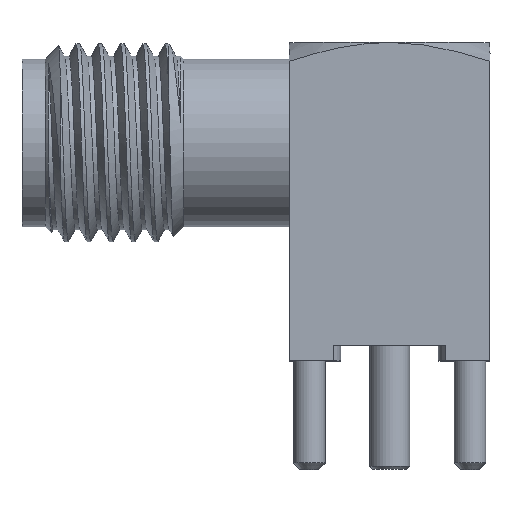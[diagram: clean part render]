
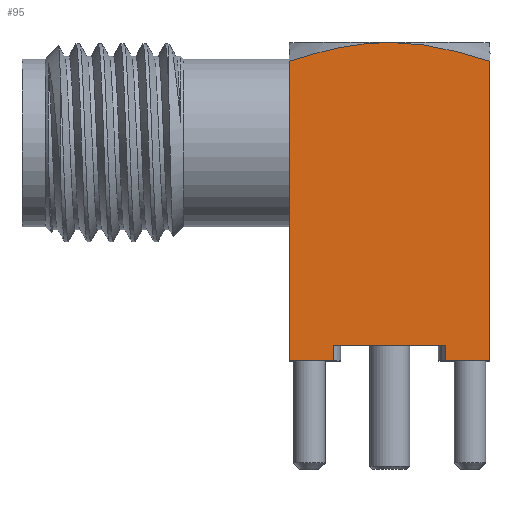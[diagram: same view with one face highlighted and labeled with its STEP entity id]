
A CAD part, top view. The second image highlights one B-rep face of the part: STEP entity #95.
In plain terms, the highlighted planar face has unit normal (0, 0, 1).
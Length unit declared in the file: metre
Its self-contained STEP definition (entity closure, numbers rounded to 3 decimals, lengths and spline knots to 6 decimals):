
#95 = ADVANCED_FACE( '', ( #245 ), #246, .T. );
#245 = FACE_OUTER_BOUND( '', #1011, .T. );
#246 = PLANE( '', #1012 );
#1011 = EDGE_LOOP( '', ( #2031, #2032, #2033, #2034, #2035, #2036, #2037, #2038, #2039 ) );
#1012 = AXIS2_PLACEMENT_3D( '', #2040, #2041, #2042 );
#2031 = ORIENTED_EDGE( '', *, *, #2366, .F. );
#2032 = ORIENTED_EDGE( '', *, *, #2224, .T. );
#2033 = ORIENTED_EDGE( '', *, *, #2367, .T. );
#2034 = ORIENTED_EDGE( '', *, *, #2349, .F. );
#2035 = ORIENTED_EDGE( '', *, *, #2310, .T. );
#2036 = ORIENTED_EDGE( '', *, *, #2308, .F. );
#2037 = ORIENTED_EDGE( '', *, *, #2320, .T. );
#2038 = ORIENTED_EDGE( '', *, *, #2333, .F. );
#2039 = ORIENTED_EDGE( '', *, *, #2214, .F. );
#2040 = CARTESIAN_POINT( '', ( -0.003048, 0., 0.003175 ) );
#2041 = DIRECTION( '', ( 0., 0., 1. ) );
#2042 = DIRECTION( '', ( 1., 0., 0. ) );
#2214 = EDGE_CURVE( '', #2391, #2392, #2393, .T. );
#2224 = EDGE_CURVE( '', #2412, #2410, #2413, .T. );
#2308 = EDGE_CURVE( '', #2574, #2570, #2576, .T. );
#2310 = EDGE_CURVE( '', #2579, #2570, #2580, .T. );
#2320 = EDGE_CURVE( '', #2574, #2593, #2594, .T. );
#2333 = EDGE_CURVE( '', #2392, #2593, #2612, .T. );
#2349 = EDGE_CURVE( '', #2579, #2642, #2643, .T. );
#2366 = EDGE_CURVE( '', #2412, #2391, #2671, .T. );
#2367 = EDGE_CURVE( '', #2410, #2642, #2672, .T. );
#2391 = VERTEX_POINT( '', #2710 );
#2392 = VERTEX_POINT( '', #2711 );
#2393 = B_SPLINE_CURVE_WITH_KNOTS( '', 3, ( #2712, #2713, #2714, #2715, #2716, #2717, #2718, #2719, #2720, #2721 ), .UNSPECIFIED., .F., .F., ( 4, 1, 1, 1, 1, 1, 1, 4 ), ( 0., 0.074332, 0.148575, 0.223631, 0.342843, 0.465028, 0.719157, 1. ), .UNSPECIFIED. );
#2410 = VERTEX_POINT( '', #2763 );
#2412 = VERTEX_POINT( '', #2766 );
#2413 = LINE( '', #2767, #2768 );
#2570 = VERTEX_POINT( '', #3705 );
#2574 = VERTEX_POINT( '', #3710 );
#2576 = LINE( '', #3712, #3713 );
#2579 = VERTEX_POINT( '', #3717 );
#2580 = LINE( '', #3718, #3719 );
#2593 = VERTEX_POINT( '', #3733 );
#2594 = LINE( '', #3734, #3735 );
#2612 = LINE( '', #3788, #3789 );
#2642 = VERTEX_POINT( '', #3819 );
#2643 = LINE( '', #3820, #3821 );
#2671 = B_SPLINE_CURVE_WITH_KNOTS( '', 3, ( #3867, #3868, #3869, #3870, #3871, #3872, #3873, #3874, #3875, #3876, #3877 ), .UNSPECIFIED., .F., .F., ( 4, 1, 1, 1, 1, 1, 1, 1, 4 ), ( 0., 0.144226, 0.280837, 0.41069, 0.534995, 0.657162, 0.776383, 0.888594, 1. ), .UNSPECIFIED. );
#2672 = LINE( '', #3878, #3879 );
#2710 = CARTESIAN_POINT( '', ( 0.024411, 0., 0.003175 ) );
#2711 = CARTESIAN_POINT( '', ( 0.027586, -0.000598, 0.003175 ) );
#2712 = CARTESIAN_POINT( '', ( 0.024411, 0., 0.003175 ) );
#2713 = CARTESIAN_POINT( '', ( 0.024491, 0., 0.003175 ) );
#2714 = CARTESIAN_POINT( '', ( 0.024652, -0.000002, 0.003175 ) );
#2715 = CARTESIAN_POINT( '', ( 0.024893, -0.000015, 0.003175 ) );
#2716 = CARTESIAN_POINT( '', ( 0.025183, -0.00004, 0.003175 ) );
#2717 = CARTESIAN_POINT( '', ( 0.025522, -0.000083, 0.003175 ) );
#2718 = CARTESIAN_POINT( '', ( 0.02605, -0.000175, 0.003175 ) );
#2719 = CARTESIAN_POINT( '', ( 0.026743, -0.000337, 0.003175 ) );
#2720 = CARTESIAN_POINT( '', ( 0.027296, -0.000508, 0.003175 ) );
#2721 = CARTESIAN_POINT( '', ( 0.027586, -0.000598, 0.003175 ) );
#2763 = CARTESIAN_POINT( '', ( 0.021236, -0.01007, 0.003175 ) );
#2766 = CARTESIAN_POINT( '', ( 0.021236, -0.000598, 0.003175 ) );
#2767 = CARTESIAN_POINT( '', ( 0.021236, -0.000598, 0.003175 ) );
#2768 = VECTOR( '', #4102, 1. );
#3705 = CARTESIAN_POINT( '', ( 0.026178, -0.00957, 0.003175 ) );
#3710 = CARTESIAN_POINT( '', ( 0.026178, -0.01007, 0.003175 ) );
#3712 = CARTESIAN_POINT( '', ( 0.026178, -0.01007, 0.003175 ) );
#3713 = VECTOR( '', #4169, 1. );
#3717 = CARTESIAN_POINT( '', ( 0.022643, -0.00957, 0.003175 ) );
#3718 = CARTESIAN_POINT( '', ( 0.022643, -0.00957, 0.003175 ) );
#3719 = VECTOR( '', #4171, 1. );
#3733 = CARTESIAN_POINT( '', ( 0.027586, -0.01007, 0.003175 ) );
#3734 = CARTESIAN_POINT( '', ( 0.026178, -0.01007, 0.003175 ) );
#3735 = VECTOR( '', #4194, 1. );
#3788 = CARTESIAN_POINT( '', ( 0.027586, -0.000598, 0.003175 ) );
#3789 = VECTOR( '', #4212, 1. );
#3819 = CARTESIAN_POINT( '', ( 0.022643, -0.01007, 0.003175 ) );
#3820 = CARTESIAN_POINT( '', ( 0.022643, -0.00957, 0.003175 ) );
#3821 = VECTOR( '', #4258, 1. );
#3867 = CARTESIAN_POINT( '', ( 0.021236, -0.000598, 0.003175 ) );
#3868 = CARTESIAN_POINT( '', ( 0.021385, -0.000551, 0.003175 ) );
#3869 = CARTESIAN_POINT( '', ( 0.021674, -0.00046, 0.003175 ) );
#3870 = CARTESIAN_POINT( '', ( 0.022102, -0.000339, 0.003175 ) );
#3871 = CARTESIAN_POINT( '', ( 0.022512, -0.000236, 0.003175 ) );
#3872 = CARTESIAN_POINT( '', ( 0.022909, -0.000151, 0.003175 ) );
#3873 = CARTESIAN_POINT( '', ( 0.023299, -0.000083, 0.003175 ) );
#3874 = CARTESIAN_POINT( '', ( 0.023679, -0.000035, 0.003175 ) );
#3875 = CARTESIAN_POINT( '', ( 0.024048, -0.000005, 0.003175 ) );
#3876 = CARTESIAN_POINT( '', ( 0.02429, -0.000002, 0.003175 ) );
#3877 = CARTESIAN_POINT( '', ( 0.024411, 0., 0.003175 ) );
#3878 = CARTESIAN_POINT( '', ( 0.021236, -0.01007, 0.003175 ) );
#3879 = VECTOR( '', #4292, 1. );
#4102 = DIRECTION( '', ( 0., -1., 0. ) );
#4169 = DIRECTION( '', ( 0., 1., 0. ) );
#4171 = DIRECTION( '', ( 1., 0., 0. ) );
#4194 = DIRECTION( '', ( 1., 0., 0. ) );
#4212 = DIRECTION( '', ( 0., -1., 0. ) );
#4258 = DIRECTION( '', ( 0., -1., 0. ) );
#4292 = DIRECTION( '', ( 1., 0., 0. ) );
